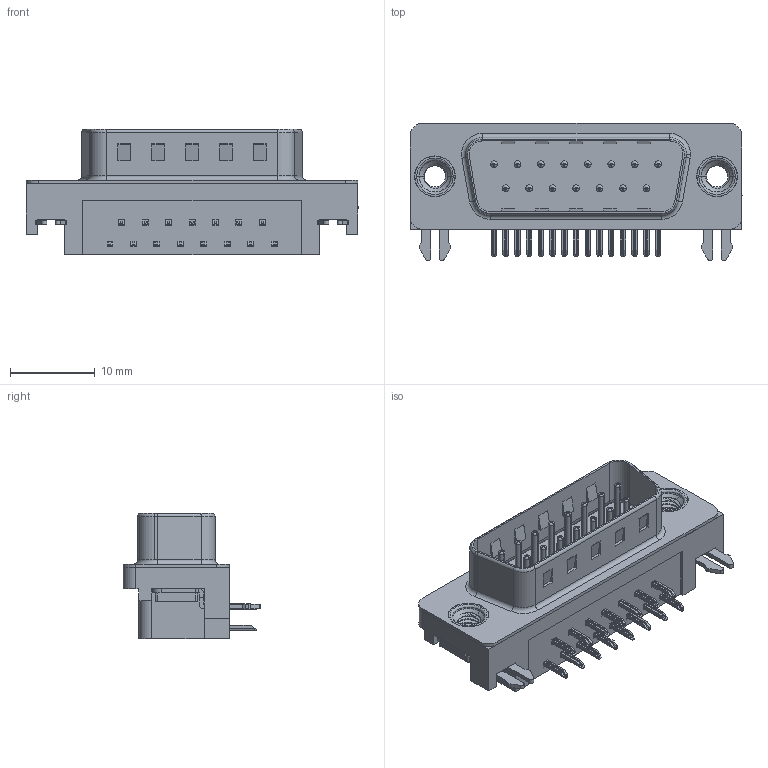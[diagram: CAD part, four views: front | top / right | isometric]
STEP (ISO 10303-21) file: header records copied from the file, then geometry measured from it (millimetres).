
FILE_DESCRIPTION (( 'STEP AP203' ), '1' );
FILE_NAME ('623-015-361-535.STEP', '2018-11-06T12:31:46', ( '' ), ( '' ), 'SwSTEP 2.0', 'SolidWorks 2016', '' );
FILE_SCHEMA (( 'CONFIG_CONTROL_DESIGN' ));
Length unit declared in the file: millimetre
Products named in the file (7): 623 Housing_15 Socket; 623 Shell_15 Socket; 623 Contact Bottom; 623 Contact Top; 623 2 Prong Board Lock; 623 M3 Threaded Rivet; 623-015-361-535
Assembly tree (21 placements, depth 2):
  623-015-361-535
    623 Housing_15 Socket
    623 Shell_15 Socket
    623 Contact Bottom  x7
    623 Contact Top  x8
    623 2 Prong Board Lock  x2
    623 M3 Threaded Rivet  x2
Bounding box: 39.22 x 16.25 x 14.8 mm (x, y, z)
Volume: 3321.6 mm3; surface area: 4949.9 mm2
Topology: 21 solids, 21 shells, 1499 faces, 3735 edges, 2319 vertices
Faces by surface type: plane 921, cylinder 443, torus 121, cone 8, bspline 6
Entity records: 18736 total; most frequent: CARTESIAN_POINT 4260, DIRECTION 2824, ORIENTED_EDGE 2730, EDGE_CURVE 1365, VECTOR 942, LINE 942, AXIS2_PLACEMENT_3D 941, VERTEX_POINT 872
